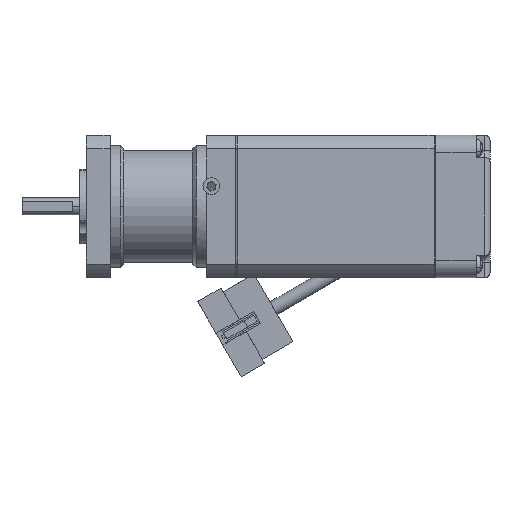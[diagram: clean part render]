
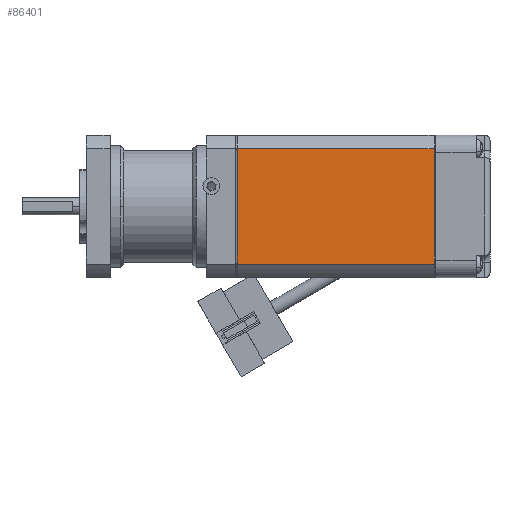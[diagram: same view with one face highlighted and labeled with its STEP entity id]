
A CAD part, front view. The second image highlights one B-rep face of the part: STEP entity #86401.
In plain terms, the highlighted face is planar.
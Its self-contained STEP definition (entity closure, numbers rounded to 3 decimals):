
#15323 = ORIENTED_EDGE ( 'NONE', *, *, #92265, .F. ) ;
#15325 = ORIENTED_EDGE ( 'NONE', *, *, #92266, .F. ) ;
#15327 = ORIENTED_EDGE ( 'NONE', *, *, #92268, .F. ) ;
#15329 = ORIENTED_EDGE ( 'NONE', *, *, #92271, .F. ) ;
#31713 = AXIS2_PLACEMENT_3D ( 'NONE', #48015, #48024, #48025 ) ;
#43176 = FACE_OUTER_BOUND ( 'NONE', #61157, .T. ) ;
#48015 = CARTESIAN_POINT ( 'NONE',  ( 21.484, 339.203, 0. ) ) ;
#48022 = PLANE ( 'NONE',  #31713 ) ;
#48024 = DIRECTION ( 'NONE',  ( 0., 1., 0. ) ) ;
#48025 = DIRECTION ( 'NONE',  ( -1., 0., 0. ) ) ;
#58010 = LINE ( 'NONE', #81499, #58013 ) ;
#58011 = LINE ( 'NONE', #81498, #58015 ) ;
#58012 = LINE ( 'NONE', #81485, #58017 ) ;
#58013 = VECTOR ( 'NONE', #81460, 1000. ) ;
#58014 = LINE ( 'NONE', #81503, #58019 ) ;
#58015 = VECTOR ( 'NONE', #81504, 1000. ) ;
#58017 = VECTOR ( 'NONE', #81505, 1000. ) ;
#58019 = VECTOR ( 'NONE', #81507, 1000. ) ;
#61157 = EDGE_LOOP ( 'NONE', ( #15323, #15325, #15327, #15329 ) ) ;
#81460 = DIRECTION ( 'NONE',  ( 1., 0., 0. ) ) ;
#81485 = CARTESIAN_POINT ( 'NONE',  ( 4.513, 339.203, 58.5 ) ) ;
#81498 = CARTESIAN_POINT ( 'NONE',  ( -12.458, 339.203, 29.5 ) ) ;
#81499 = CARTESIAN_POINT ( 'NONE',  ( 4.513, 339.203, 0.5 ) ) ;
#81503 = CARTESIAN_POINT ( 'NONE',  ( 21.484, 339.203, 29.5 ) ) ;
#81504 = DIRECTION ( 'NONE',  ( 0., 0., -1. ) ) ;
#81505 = DIRECTION ( 'NONE',  ( -1., 0., 0. ) ) ;
#81507 = DIRECTION ( 'NONE',  ( 0., 0., 1. ) ) ;
#86401 = ADVANCED_FACE ( 'NONE', ( #43176 ), #48022, .T. ) ;
#92265 = EDGE_CURVE ( 'NONE', #133288, #133295, #58010, .T. ) ;
#92266 = EDGE_CURVE ( 'NONE', #133286, #133288, #58011, .T. ) ;
#92268 = EDGE_CURVE ( 'NONE', #133296, #133286, #58012, .T. ) ;
#92271 = EDGE_CURVE ( 'NONE', #133295, #133296, #58014, .T. ) ;
#106052 = CARTESIAN_POINT ( 'NONE',  ( -12.458, 339.203, 58.5 ) ) ;
#106054 = CARTESIAN_POINT ( 'NONE',  ( -12.458, 339.203, 0.5 ) ) ;
#106061 = CARTESIAN_POINT ( 'NONE',  ( 21.484, 339.203, 0.5 ) ) ;
#106062 = CARTESIAN_POINT ( 'NONE',  ( 21.484, 339.203, 58.5 ) ) ;
#133286 = VERTEX_POINT ( 'NONE', #106052 ) ;
#133288 = VERTEX_POINT ( 'NONE', #106054 ) ;
#133295 = VERTEX_POINT ( 'NONE', #106061 ) ;
#133296 = VERTEX_POINT ( 'NONE', #106062 ) ;
